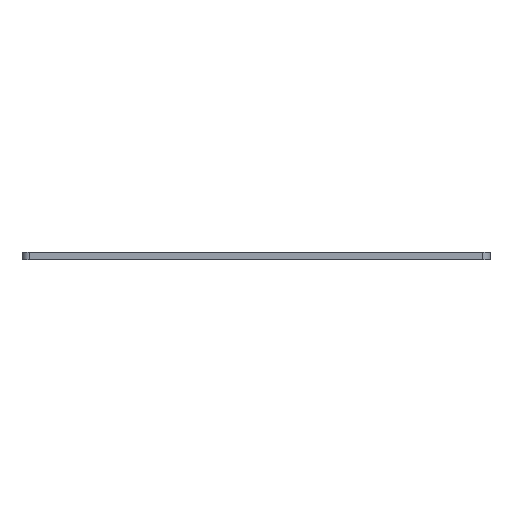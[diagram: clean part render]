
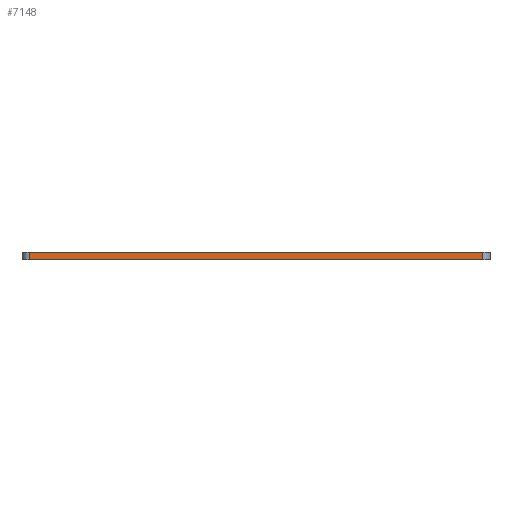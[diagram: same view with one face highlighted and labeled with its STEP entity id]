
A CAD part, left-side view. The second image highlights one B-rep face of the part: STEP entity #7148.
In plain terms, the highlighted planar face has unit normal (-1, 0, 0).
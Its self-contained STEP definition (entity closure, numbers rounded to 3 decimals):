
#73 = PLANE('',#74);
#74 = AXIS2_PLACEMENT_3D('',#75,#76,#77);
#75 = CARTESIAN_POINT('',(60.79,64.2,-2.));
#76 = DIRECTION('',(0.,0.,1.));
#77 = DIRECTION('',(1.,0.,-0.));
#132 = PLANE('',#133);
#133 = AXIS2_PLACEMENT_3D('',#134,#135,#136);
#134 = CARTESIAN_POINT('',(60.79,64.2,0.));
#135 = DIRECTION('',(0.,0.,1.));
#136 = DIRECTION('',(1.,0.,-0.));
#169 = CYLINDRICAL_SURFACE('',#170,2.);
#170 = AXIS2_PLACEMENT_3D('',#171,#172,#173);
#171 = CARTESIAN_POINT('',(2.,126.4,0.));
#172 = DIRECTION('',(-0.,0.,1.));
#173 = DIRECTION('',(1.,0.,-0.));
#306 = VERTEX_POINT('',#307);
#307 = CARTESIAN_POINT('',(0.,126.4,0.));
#333 = EDGE_CURVE('',#334,#306,#336,.T.);
#334 = VERTEX_POINT('',#335);
#335 = CARTESIAN_POINT('',(0.,2.,0.));
#336 = SURFACE_CURVE('',#337,(#341,#348),.PCURVE_S1.);
#337 = LINE('',#338,#339);
#338 = CARTESIAN_POINT('',(0.,2.,0.));
#339 = VECTOR('',#340,1.);
#340 = DIRECTION('',(0.,1.,0.));
#341 = PCURVE('',#132,#342);
#342 = DEFINITIONAL_REPRESENTATION('',(#343),#347);
#343 = LINE('',#344,#345);
#344 = CARTESIAN_POINT('',(-60.79,-62.2));
#345 = VECTOR('',#346,1.);
#346 = DIRECTION('',(0.,1.));
#347 = ( GEOMETRIC_REPRESENTATION_CONTEXT(2) 
PARAMETRIC_REPRESENTATION_CONTEXT() REPRESENTATION_CONTEXT('2D SPACE',''
  ) );
#348 = PCURVE('',#349,#354);
#349 = PLANE('',#350);
#350 = AXIS2_PLACEMENT_3D('',#351,#352,#353);
#351 = CARTESIAN_POINT('',(0.,2.,0.));
#352 = DIRECTION('',(1.,-0.,0.));
#353 = DIRECTION('',(0.,1.,0.));
#354 = DEFINITIONAL_REPRESENTATION('',(#355),#359);
#355 = LINE('',#356,#357);
#356 = CARTESIAN_POINT('',(0.,0.));
#357 = VECTOR('',#358,1.);
#358 = DIRECTION('',(1.,0.));
#359 = ( GEOMETRIC_REPRESENTATION_CONTEXT(2) 
PARAMETRIC_REPRESENTATION_CONTEXT() REPRESENTATION_CONTEXT('2D SPACE',''
  ) );
#382 = CYLINDRICAL_SURFACE('',#383,2.);
#383 = AXIS2_PLACEMENT_3D('',#384,#385,#386);
#384 = CARTESIAN_POINT('',(2.,2.,0.));
#385 = DIRECTION('',(-0.,0.,1.));
#386 = DIRECTION('',(1.,0.,-0.));
#3991 = VERTEX_POINT('',#3992);
#3992 = CARTESIAN_POINT('',(0.,126.4,-2.));
#4018 = EDGE_CURVE('',#4019,#3991,#4021,.T.);
#4019 = VERTEX_POINT('',#4020);
#4020 = CARTESIAN_POINT('',(0.,2.,-2.));
#4021 = SURFACE_CURVE('',#4022,(#4026,#4033),.PCURVE_S1.);
#4022 = LINE('',#4023,#4024);
#4023 = CARTESIAN_POINT('',(0.,2.,-2.));
#4024 = VECTOR('',#4025,1.);
#4025 = DIRECTION('',(0.,1.,0.));
#4026 = PCURVE('',#73,#4027);
#4027 = DEFINITIONAL_REPRESENTATION('',(#4028),#4032);
#4028 = LINE('',#4029,#4030);
#4029 = CARTESIAN_POINT('',(-60.79,-62.2));
#4030 = VECTOR('',#4031,1.);
#4031 = DIRECTION('',(0.,1.));
#4032 = ( GEOMETRIC_REPRESENTATION_CONTEXT(2) 
PARAMETRIC_REPRESENTATION_CONTEXT() REPRESENTATION_CONTEXT('2D SPACE',''
  ) );
#4033 = PCURVE('',#349,#4034);
#4034 = DEFINITIONAL_REPRESENTATION('',(#4035),#4039);
#4035 = LINE('',#4036,#4037);
#4036 = CARTESIAN_POINT('',(0.,-2.));
#4037 = VECTOR('',#4038,1.);
#4038 = DIRECTION('',(1.,0.));
#4039 = ( GEOMETRIC_REPRESENTATION_CONTEXT(2) 
PARAMETRIC_REPRESENTATION_CONTEXT() REPRESENTATION_CONTEXT('2D SPACE',''
  ) );
#7098 = EDGE_CURVE('',#306,#3991,#7099,.T.);
#7099 = SURFACE_CURVE('',#7100,(#7104,#7111),.PCURVE_S1.);
#7100 = LINE('',#7101,#7102);
#7101 = CARTESIAN_POINT('',(0.,126.4,0.));
#7102 = VECTOR('',#7103,1.);
#7103 = DIRECTION('',(0.,0.,-1.));
#7104 = PCURVE('',#169,#7105);
#7105 = DEFINITIONAL_REPRESENTATION('',(#7106),#7110);
#7106 = LINE('',#7107,#7108);
#7107 = CARTESIAN_POINT('',(-3.142,0.));
#7108 = VECTOR('',#7109,1.);
#7109 = DIRECTION('',(-0.,-1.));
#7110 = ( GEOMETRIC_REPRESENTATION_CONTEXT(2) 
PARAMETRIC_REPRESENTATION_CONTEXT() REPRESENTATION_CONTEXT('2D SPACE',''
  ) );
#7111 = PCURVE('',#349,#7112);
#7112 = DEFINITIONAL_REPRESENTATION('',(#7113),#7117);
#7113 = LINE('',#7114,#7115);
#7114 = CARTESIAN_POINT('',(124.4,0.));
#7115 = VECTOR('',#7116,1.);
#7116 = DIRECTION('',(0.,-1.));
#7117 = ( GEOMETRIC_REPRESENTATION_CONTEXT(2) 
PARAMETRIC_REPRESENTATION_CONTEXT() REPRESENTATION_CONTEXT('2D SPACE',''
  ) );
#7148 = ADVANCED_FACE('',(#7149),#349,.F.);
#7149 = FACE_BOUND('',#7150,.F.);
#7150 = EDGE_LOOP('',(#7151,#7172,#7173,#7174));
#7151 = ORIENTED_EDGE('',*,*,#7152,.T.);
#7152 = EDGE_CURVE('',#334,#4019,#7153,.T.);
#7153 = SURFACE_CURVE('',#7154,(#7158,#7165),.PCURVE_S1.);
#7154 = LINE('',#7155,#7156);
#7155 = CARTESIAN_POINT('',(0.,2.,0.));
#7156 = VECTOR('',#7157,1.);
#7157 = DIRECTION('',(0.,0.,-1.));
#7158 = PCURVE('',#349,#7159);
#7159 = DEFINITIONAL_REPRESENTATION('',(#7160),#7164);
#7160 = LINE('',#7161,#7162);
#7161 = CARTESIAN_POINT('',(0.,0.));
#7162 = VECTOR('',#7163,1.);
#7163 = DIRECTION('',(0.,-1.));
#7164 = ( GEOMETRIC_REPRESENTATION_CONTEXT(2) 
PARAMETRIC_REPRESENTATION_CONTEXT() REPRESENTATION_CONTEXT('2D SPACE',''
  ) );
#7165 = PCURVE('',#382,#7166);
#7166 = DEFINITIONAL_REPRESENTATION('',(#7167),#7171);
#7167 = LINE('',#7168,#7169);
#7168 = CARTESIAN_POINT('',(-3.142,0.));
#7169 = VECTOR('',#7170,1.);
#7170 = DIRECTION('',(-0.,-1.));
#7171 = ( GEOMETRIC_REPRESENTATION_CONTEXT(2) 
PARAMETRIC_REPRESENTATION_CONTEXT() REPRESENTATION_CONTEXT('2D SPACE',''
  ) );
#7172 = ORIENTED_EDGE('',*,*,#4018,.T.);
#7173 = ORIENTED_EDGE('',*,*,#7098,.F.);
#7174 = ORIENTED_EDGE('',*,*,#333,.F.);
